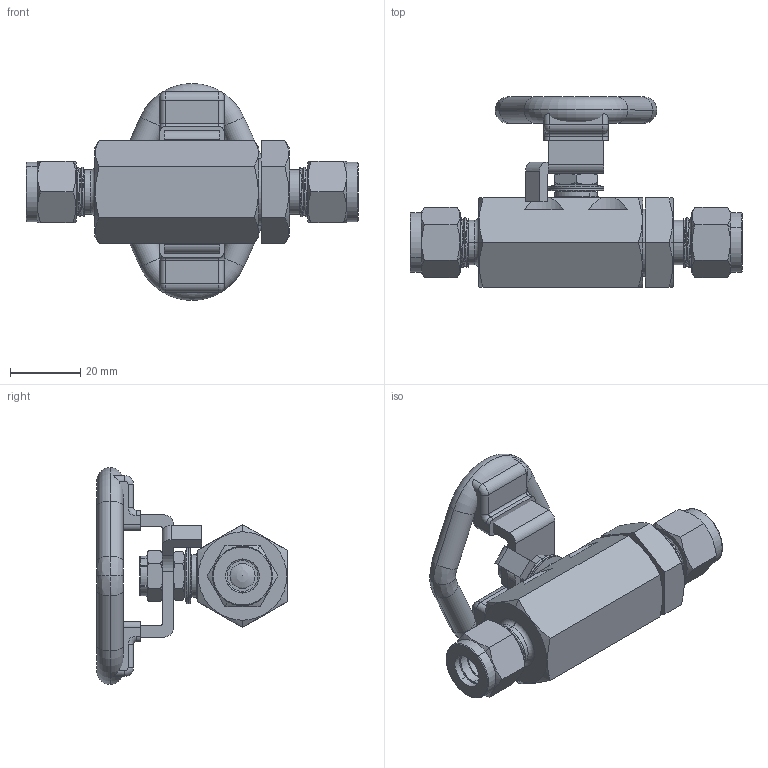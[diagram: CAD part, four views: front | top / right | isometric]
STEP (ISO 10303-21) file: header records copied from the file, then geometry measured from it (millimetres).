
FILE_DESCRIPTION (( 'STEP AP203' ), '1' );
FILE_NAME ('8204XXC6R.step', '2018-03-12T14:14:24', ( '' ), ( '' ), 'SwSTEP 2.0', 'SolidWorks 2017', '' );
FILE_SCHEMA (( 'CONFIG_CONTROL_DESIGN' ));
Length unit declared in the file: inch
Products named in the file (1): 8204XXC6R
Bounding box: 94.45 x 54.13 x 61.72 mm (x, y, z)
Surface area: 30337.6 mm2 (no closed solid volume)
Topology: 0 solids, 23 shells, 647 faces, 1625 edges, 1034 vertices
Faces by surface type: cylinder 253, plane 158, cone 106, bspline 75, torus 53, sphere 2
Entity records: 49906 total; most frequent: CARTESIAN_POINT 35555, ORIENTED_EDGE 3214, DIRECTION 2737, EDGE_CURVE 1619, AXIS2_PLACEMENT_3D 1081, VERTEX_POINT 1030, EDGE_LOOP 705, FACE_OUTER_BOUND 647
